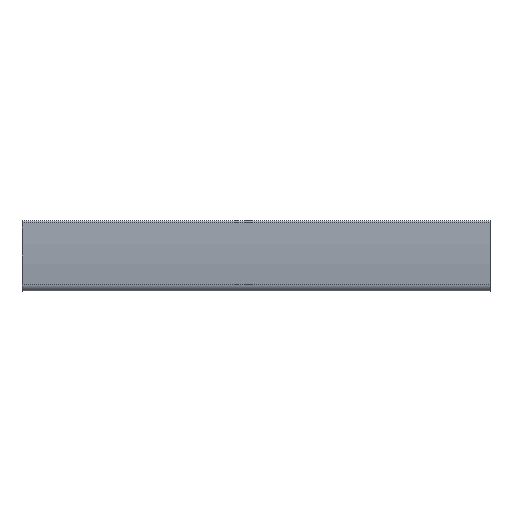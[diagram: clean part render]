
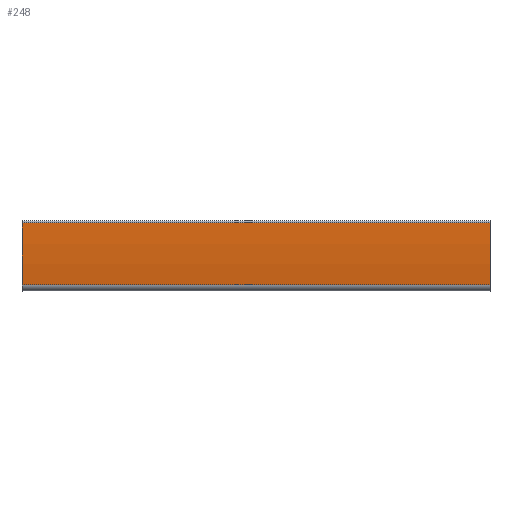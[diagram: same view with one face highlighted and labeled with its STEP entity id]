
A CAD part, front view. The second image highlights one B-rep face of the part: STEP entity #248.
In plain terms, the highlighted cylindrical face has radius 89.622 mm (diameter 179.244 mm), a partial arc.
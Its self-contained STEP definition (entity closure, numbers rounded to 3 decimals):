
#218 = ORIENTED_EDGE ( 'NONE', *, *, #256, .T. ) ;
#245 = EDGE_CURVE ( 'NONE', #298, #300, #720, .T. ) ;
#246 = ORIENTED_EDGE ( 'NONE', *, *, #249, .F. ) ;
#247 = EDGE_LOOP ( 'NONE', ( #252, #246, #257, #218 ) ) ;
#248 = ADVANCED_FACE ( 'NONE', ( #662 ), #669, .T. ) ;
#249 = EDGE_CURVE ( 'NONE', #300, #251, #666, .T. ) ;
#250 = EDGE_CURVE ( 'NONE', #305, #251, #596, .T. ) ;
#251 = VERTEX_POINT ( 'NONE', #595 ) ;
#252 = ORIENTED_EDGE ( 'NONE', *, *, #250, .T. ) ;
#256 = EDGE_CURVE ( 'NONE', #298, #305, #588, .T. ) ;
#257 = ORIENTED_EDGE ( 'NONE', *, *, #245, .F. ) ;
#298 = VERTEX_POINT ( 'NONE', #674 ) ;
#300 = VERTEX_POINT ( 'NONE', #675 ) ;
#305 = VERTEX_POINT ( 'NONE', #681 ) ;
#588 = LINE ( 'NONE', #591, #590 ) ;
#589 = DIRECTION ( 'NONE',  ( -1., 0., 0. ) ) ;
#590 = VECTOR ( 'NONE', #589, 1000. ) ;
#591 = CARTESIAN_POINT ( 'NONE',  ( 100., -2.503, 13.092 ) ) ;
#592 = DIRECTION ( 'NONE',  ( 0., 0., -1. ) ) ;
#593 = DIRECTION ( 'NONE',  ( 1., 0., 0. ) ) ;
#594 = AXIS2_PLACEMENT_3D ( 'NONE', #597, #593, #592 ) ;
#595 = CARTESIAN_POINT ( 'NONE',  ( 0., -1.489, -0.181 ) ) ;
#596 = CIRCLE ( 'NONE', #594, 89.622 ) ;
#597 = CARTESIAN_POINT ( 'NONE',  ( 0., 87.119, 13.264 ) ) ;
#658 = DIRECTION ( 'NONE',  ( 0., 0., 1. ) ) ;
#659 = AXIS2_PLACEMENT_3D ( 'NONE', #671, #661, #658 ) ;
#661 = DIRECTION ( 'NONE',  ( -1., 0., 0. ) ) ;
#662 = FACE_OUTER_BOUND ( 'NONE', #247, .T. ) ;
#665 = VECTOR ( 'NONE', #673, 1000. ) ;
#666 = LINE ( 'NONE', #667, #665 ) ;
#667 = CARTESIAN_POINT ( 'NONE',  ( 100., -1.489, -0.181 ) ) ;
#669 = CYLINDRICAL_SURFACE ( 'NONE', #659, 89.622 ) ;
#671 = CARTESIAN_POINT ( 'NONE',  ( 100., 87.119, 13.264 ) ) ;
#673 = DIRECTION ( 'NONE',  ( -1., 0., 0. ) ) ;
#674 = CARTESIAN_POINT ( 'NONE',  ( 100., -2.503, 13.092 ) ) ;
#675 = CARTESIAN_POINT ( 'NONE',  ( 100., -1.489, -0.181 ) ) ;
#681 = CARTESIAN_POINT ( 'NONE',  ( 0., -2.503, 13.092 ) ) ;
#720 = CIRCLE ( 'NONE', #723, 89.622 ) ;
#721 = DIRECTION ( 'NONE',  ( 1., 0., 0. ) ) ;
#722 = DIRECTION ( 'NONE',  ( 0., 0., -1. ) ) ;
#723 = AXIS2_PLACEMENT_3D ( 'NONE', #724, #721, #722 ) ;
#724 = CARTESIAN_POINT ( 'NONE',  ( 100., 87.119, 13.264 ) ) ;
